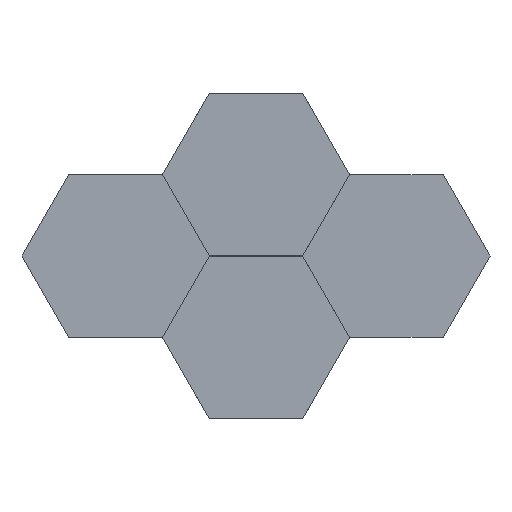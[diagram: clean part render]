
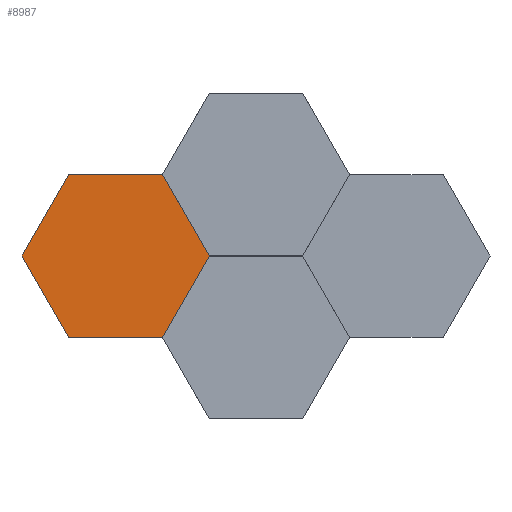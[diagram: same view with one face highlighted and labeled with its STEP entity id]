
A CAD part, front view. The second image highlights one B-rep face of the part: STEP entity #8987.
In plain terms, the highlighted planar face has unit normal (0, -1, 0).
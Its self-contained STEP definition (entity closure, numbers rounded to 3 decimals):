
#283=FACE_OUTER_BOUND('',#789,.T.);
#789=EDGE_LOOP('',(#6419,#6420,#6421,#6422,#6423,#6424));
#1192=LINE('',#12406,#2432);
#1205=LINE('',#12435,#2445);
#1219=LINE('',#12465,#2459);
#1233=LINE('',#12495,#2473);
#1247=LINE('',#12525,#2487);
#1260=LINE('',#12554,#2500);
#2432=VECTOR('',#10008,10.);
#2445=VECTOR('',#10027,10.);
#2459=VECTOR('',#10049,10.);
#2473=VECTOR('',#10071,10.);
#2487=VECTOR('',#10093,10.);
#2500=VECTOR('',#10116,10.);
#3670=VERTEX_POINT('',#12403);
#3671=VERTEX_POINT('',#12405);
#3684=VERTEX_POINT('',#12433);
#3696=VERTEX_POINT('',#12463);
#3708=VERTEX_POINT('',#12493);
#3720=VERTEX_POINT('',#12523);
#4472=EDGE_CURVE('',#3670,#3671,#1192,.T.);
#4487=EDGE_CURVE('',#3684,#3670,#1205,.T.);
#4502=EDGE_CURVE('',#3696,#3684,#1219,.T.);
#4517=EDGE_CURVE('',#3708,#3696,#1233,.T.);
#4532=EDGE_CURVE('',#3720,#3708,#1247,.T.);
#4547=EDGE_CURVE('',#3671,#3720,#1260,.T.);
#6419=ORIENTED_EDGE('',*,*,#4472,.F.);
#6420=ORIENTED_EDGE('',*,*,#4487,.F.);
#6421=ORIENTED_EDGE('',*,*,#4502,.F.);
#6422=ORIENTED_EDGE('',*,*,#4517,.F.);
#6423=ORIENTED_EDGE('',*,*,#4532,.F.);
#6424=ORIENTED_EDGE('',*,*,#4547,.F.);
#8505=PLANE('',#9555);
#8987=ADVANCED_FACE('',(#283),#8505,.F.);
#9555=AXIS2_PLACEMENT_3D('',#13036,#10585,#10586);
#10008=DIRECTION('',(0.5,0.,0.866));
#10027=DIRECTION('',(-0.5,0.,0.866));
#10049=DIRECTION('',(-1.,0.,0.));
#10071=DIRECTION('',(-0.5,0.,-0.866));
#10093=DIRECTION('',(0.5,0.,-0.866));
#10116=DIRECTION('',(1.,0.,0.));
#10585=DIRECTION('center_axis',(0.,1.,0.));
#10586=DIRECTION('ref_axis',(1.,0.,0.));
#12403=CARTESIAN_POINT('',(-7.5,0.,-12.99));
#12405=CARTESIAN_POINT('',(0.,0.,0.));
#12406=CARTESIAN_POINT('',(-7.5,0.,-12.99));
#12433=CARTESIAN_POINT('',(0.,0.,-25.981));
#12435=CARTESIAN_POINT('',(0.,0.,-25.981));
#12463=CARTESIAN_POINT('',(15.,0.,-25.981));
#12465=CARTESIAN_POINT('',(15.,0.,-25.981));
#12493=CARTESIAN_POINT('',(22.5,0.,-12.99));
#12495=CARTESIAN_POINT('',(22.5,0.,-12.99));
#12523=CARTESIAN_POINT('',(15.,0.,0.));
#12525=CARTESIAN_POINT('',(15.,0.,0.));
#12554=CARTESIAN_POINT('',(0.,0.,0.));
#13036=CARTESIAN_POINT('Origin',(7.5,0.,-12.99));
